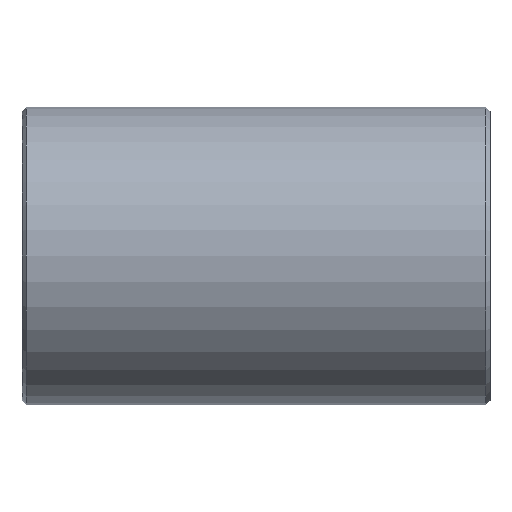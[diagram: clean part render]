
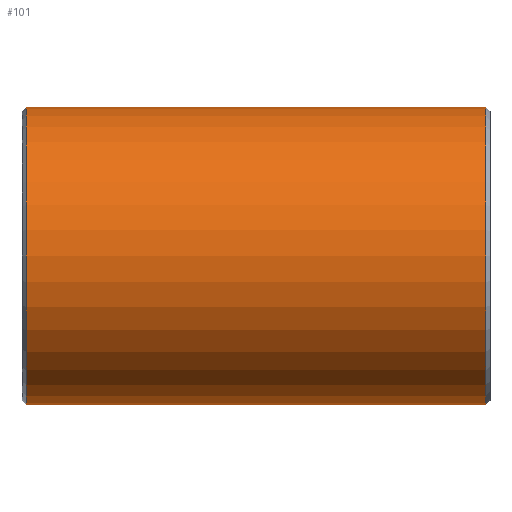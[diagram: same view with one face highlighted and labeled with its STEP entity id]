
A CAD part, front view. The second image highlights one B-rep face of the part: STEP entity #101.
In plain terms, the highlighted cylindrical face has radius 177.8 mm (diameter 355.6 mm), a partial arc.
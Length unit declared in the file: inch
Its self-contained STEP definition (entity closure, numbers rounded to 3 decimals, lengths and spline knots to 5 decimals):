
#5 = CARTESIAN_POINT ( 'NONE',  ( 10.802, 0., 0. ) ) ;
#10 = CARTESIAN_POINT ( 'NONE',  ( 11., 0., 0. ) ) ;
#88 = DIRECTION ( 'NONE',  ( -1., 0., 0. ) ) ;
#94 = CARTESIAN_POINT ( 'NONE',  ( 11., 0., 7. ) ) ;
#97 = AXIS2_PLACEMENT_3D ( 'NONE', #5, #88, #753 ) ;
#101 = ADVANCED_FACE ( 'NONE', ( #594 ), #751, .T. ) ;
#146 = EDGE_CURVE ( 'NONE', #715, #945, #755, .T. ) ;
#155 = AXIS2_PLACEMENT_3D ( 'NONE', #10, #747, #586 ) ;
#171 = AXIS2_PLACEMENT_3D ( 'NONE', #226, #744, #593 ) ;
#222 = VERTEX_POINT ( 'NONE', #738 ) ;
#226 = CARTESIAN_POINT ( 'NONE',  ( -10.802, 0., 0. ) ) ;
#293 = VECTOR ( 'NONE', #818, 39.37008 ) ;
#299 = VERTEX_POINT ( 'NONE', #695 ) ;
#309 = CIRCLE ( 'NONE', #97, 7. ) ;
#382 = LINE ( 'NONE', #94, #731 ) ;
#389 = DIRECTION ( 'NONE',  ( -1., 0., 0. ) ) ;
#420 = CARTESIAN_POINT ( 'NONE',  ( -10.802, 0., -7. ) ) ;
#452 = ORIENTED_EDGE ( 'NONE', *, *, #773, .T. ) ;
#479 = ORIENTED_EDGE ( 'NONE', *, *, #790, .T. ) ;
#575 = CARTESIAN_POINT ( 'NONE',  ( 10.802, 0., -7. ) ) ;
#586 = DIRECTION ( 'NONE',  ( 0., 0., 1. ) ) ;
#593 = DIRECTION ( 'NONE',  ( 0., 0., 1. ) ) ;
#594 = FACE_OUTER_BOUND ( 'NONE', #951, .T. ) ;
#634 = CIRCLE ( 'NONE', #171, 7. ) ;
#639 = ORIENTED_EDGE ( 'NONE', *, *, #848, .T. ) ;
#695 = CARTESIAN_POINT ( 'NONE',  ( 10.802, 0., 7. ) ) ;
#715 = VERTEX_POINT ( 'NONE', #575 ) ;
#731 = VECTOR ( 'NONE', #389, 39.37008 ) ;
#738 = CARTESIAN_POINT ( 'NONE',  ( -10.802, 0., 7. ) ) ;
#744 = DIRECTION ( 'NONE',  ( 1., 0., 0. ) ) ;
#747 = DIRECTION ( 'NONE',  ( -1., 0., 0. ) ) ;
#751 = CYLINDRICAL_SURFACE ( 'NONE', #155, 7. ) ;
#753 = DIRECTION ( 'NONE',  ( 0., 0., -1. ) ) ;
#755 = LINE ( 'NONE', #889, #293 ) ;
#773 = EDGE_CURVE ( 'NONE', #299, #222, #382, .T. ) ;
#790 = EDGE_CURVE ( 'NONE', #715, #299, #309, .T. ) ;
#818 = DIRECTION ( 'NONE',  ( -1., 0., 0. ) ) ;
#848 = EDGE_CURVE ( 'NONE', #222, #945, #634, .T. ) ;
#889 = CARTESIAN_POINT ( 'NONE',  ( 11., 0., -7. ) ) ;
#904 = ORIENTED_EDGE ( 'NONE', *, *, #146, .F. ) ;
#945 = VERTEX_POINT ( 'NONE', #420 ) ;
#951 = EDGE_LOOP ( 'NONE', ( #904, #479, #452, #639 ) ) ;
